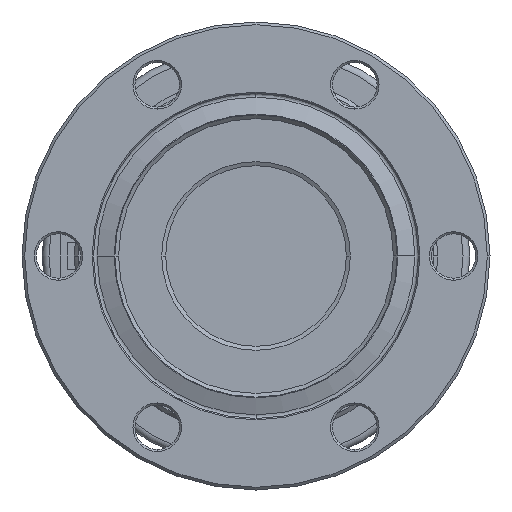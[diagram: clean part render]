
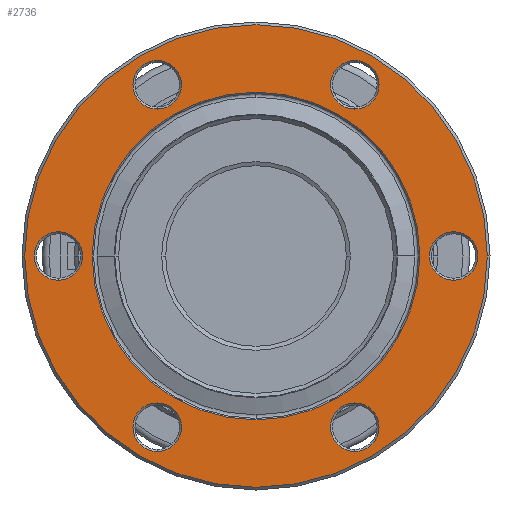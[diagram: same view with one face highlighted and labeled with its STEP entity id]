
A CAD part, left-side view. The second image highlights one B-rep face of the part: STEP entity #2736.
In plain terms, the highlighted planar face has unit normal (-1, 0, 0).
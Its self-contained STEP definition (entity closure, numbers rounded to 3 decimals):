
#1239=CARTESIAN_POINT('',(-5.996,-34.35,0.));
#1240=VERTEX_POINT('',#1239);
#1247=CARTESIAN_POINT('',(-5.996,34.35,0.));
#1248=VERTEX_POINT('',#1247);
#1249=CARTESIAN_POINT('',(-5.996,0.,0.0));
#1250=DIRECTION('',(1.0,0.0,0.0));
#1251=DIRECTION('',(0.0,-1.0,0.0));
#1252=AXIS2_PLACEMENT_3D('',#1249,#1250,#1251);
#1253=CIRCLE('',#1252,34.35);
#1254=EDGE_CURVE('',#1240,#1248,#1253,.T.);
#1561=CARTESIAN_POINT('',(-5.996,14.675,-21.818));
#1562=VERTEX_POINT('',#1561);
#1576=CARTESIAN_POINT('',(-5.996,14.675,-29.018));
#1577=VERTEX_POINT('',#1576);
#1584=CARTESIAN_POINT('',(-5.996,14.675,-25.418));
#1585=DIRECTION('',(-1.0,0.0,0.0));
#1586=DIRECTION('',(0.0,0.0,1.0));
#1587=AXIS2_PLACEMENT_3D('',#1584,#1585,#1586);
#1588=CIRCLE('',#1587,3.6);
#1589=EDGE_CURVE('',#1577,#1562,#1588,.T.);
#1631=CARTESIAN_POINT('',(-5.996,-14.675,-21.818));
#1632=VERTEX_POINT('',#1631);
#1646=CARTESIAN_POINT('',(-5.996,-14.675,-29.018));
#1647=VERTEX_POINT('',#1646);
#1654=CARTESIAN_POINT('',(-5.996,-14.675,-25.418));
#1655=DIRECTION('',(-1.0,0.0,0.0));
#1656=DIRECTION('',(0.0,0.0,1.0));
#1657=AXIS2_PLACEMENT_3D('',#1654,#1655,#1656);
#1658=CIRCLE('',#1657,3.6);
#1659=EDGE_CURVE('',#1647,#1632,#1658,.T.);
#1701=CARTESIAN_POINT('',(-5.996,-29.35,3.6));
#1702=VERTEX_POINT('',#1701);
#1716=CARTESIAN_POINT('',(-5.996,-29.35,-3.6));
#1717=VERTEX_POINT('',#1716);
#1724=CARTESIAN_POINT('',(-5.996,-29.35,0.));
#1725=DIRECTION('',(-1.0,0.0,0.0));
#1726=DIRECTION('',(0.0,0.0,1.0));
#1727=AXIS2_PLACEMENT_3D('',#1724,#1725,#1726);
#1728=CIRCLE('',#1727,3.6);
#1729=EDGE_CURVE('',#1717,#1702,#1728,.T.);
#1771=CARTESIAN_POINT('',(-5.996,-14.675,29.018));
#1772=VERTEX_POINT('',#1771);
#1786=CARTESIAN_POINT('',(-5.996,-14.675,21.818));
#1787=VERTEX_POINT('',#1786);
#1794=CARTESIAN_POINT('',(-5.996,-14.675,25.418));
#1795=DIRECTION('',(-1.0,0.0,0.0));
#1796=DIRECTION('',(0.0,0.0,1.0));
#1797=AXIS2_PLACEMENT_3D('',#1794,#1795,#1796);
#1798=CIRCLE('',#1797,3.6);
#1799=EDGE_CURVE('',#1787,#1772,#1798,.T.);
#1841=CARTESIAN_POINT('',(-5.996,14.675,29.018));
#1842=VERTEX_POINT('',#1841);
#1856=CARTESIAN_POINT('',(-5.996,14.675,21.818));
#1857=VERTEX_POINT('',#1856);
#1864=CARTESIAN_POINT('',(-5.996,14.675,25.418));
#1865=DIRECTION('',(-1.0,0.0,0.0));
#1866=DIRECTION('',(0.0,0.0,1.0));
#1867=AXIS2_PLACEMENT_3D('',#1864,#1865,#1866);
#1868=CIRCLE('',#1867,3.6);
#1869=EDGE_CURVE('',#1857,#1842,#1868,.T.);
#1911=CARTESIAN_POINT('',(-5.996,29.35,3.6));
#1912=VERTEX_POINT('',#1911);
#1926=CARTESIAN_POINT('',(-5.996,29.35,-3.6));
#1927=VERTEX_POINT('',#1926);
#1934=CARTESIAN_POINT('',(-5.996,29.35,0.0));
#1935=DIRECTION('',(-1.0,0.0,0.0));
#1936=DIRECTION('',(0.0,0.0,1.0));
#1937=AXIS2_PLACEMENT_3D('',#1934,#1935,#1936);
#1938=CIRCLE('',#1937,3.6);
#1939=EDGE_CURVE('',#1927,#1912,#1938,.T.);
#1990=CARTESIAN_POINT('',(-5.996,-24.325,0.));
#1991=VERTEX_POINT('',#1990);
#1999=CARTESIAN_POINT('',(-5.996,24.325,0.));
#2000=VERTEX_POINT('',#1999);
#2007=CARTESIAN_POINT('',(-5.996,0.,0.0));
#2008=DIRECTION('',(-1.0,0.0,0.0));
#2009=DIRECTION('',(0.0,-1.0,0.0));
#2010=AXIS2_PLACEMENT_3D('',#2007,#2008,#2009);
#2011=CIRCLE('',#2010,24.325);
#2012=EDGE_CURVE('',#2000,#1991,#2011,.T.);
#2639=CARTESIAN_POINT('',(-5.996,0.,0.0));
#2640=DIRECTION('',(-1.0,0.0,0.0));
#2641=DIRECTION('',(0.0,-1.0,0.0));
#2642=AXIS2_PLACEMENT_3D('',#2639,#2640,#2641);
#2643=CIRCLE('',#2642,24.325);
#2644=EDGE_CURVE('',#1991,#2000,#2643,.T.);
#2657=CARTESIAN_POINT('',(-5.996,29.438,0.0));
#2658=DIRECTION('',(-1.0,0.0,0.0));
#2659=DIRECTION('',(0.0,0.0,1.0));
#2660=AXIS2_PLACEMENT_3D('',#2657,#2658,#2659);
#2661=PLANE('',#2660);
#2662=CARTESIAN_POINT('',(-5.996,0.,0.0));
#2663=DIRECTION('',(1.0,0.0,0.0));
#2664=DIRECTION('',(0.0,-1.0,0.0));
#2665=AXIS2_PLACEMENT_3D('',#2662,#2663,#2664);
#2666=CIRCLE('',#2665,34.35);
#2667=EDGE_CURVE('',#1248,#1240,#2666,.T.);
#2668=ORIENTED_EDGE('',*,*,#2667,.F.);
#2669=ORIENTED_EDGE('',*,*,#1254,.F.);
#2670=EDGE_LOOP('',(#2668,#2669));
#2671=FACE_OUTER_BOUND('',#2670,.T.);
#2672=ORIENTED_EDGE('',*,*,#1939,.F.);
#2673=CARTESIAN_POINT('',(-5.996,29.35,0.0));
#2674=DIRECTION('',(-1.0,0.0,0.0));
#2675=DIRECTION('',(0.0,0.0,1.0));
#2676=AXIS2_PLACEMENT_3D('',#2673,#2674,#2675);
#2677=CIRCLE('',#2676,3.6);
#2678=EDGE_CURVE('',#1912,#1927,#2677,.T.);
#2679=ORIENTED_EDGE('',*,*,#2678,.F.);
#2680=EDGE_LOOP('',(#2672,#2679));
#2681=FACE_BOUND('',#2680,.T.);
#2682=ORIENTED_EDGE('',*,*,#1799,.F.);
#2683=CARTESIAN_POINT('',(-5.996,-14.675,25.418));
#2684=DIRECTION('',(-1.0,0.0,0.0));
#2685=DIRECTION('',(0.0,0.0,1.0));
#2686=AXIS2_PLACEMENT_3D('',#2683,#2684,#2685);
#2687=CIRCLE('',#2686,3.6);
#2688=EDGE_CURVE('',#1772,#1787,#2687,.T.);
#2689=ORIENTED_EDGE('',*,*,#2688,.F.);
#2690=EDGE_LOOP('',(#2682,#2689));
#2691=FACE_BOUND('',#2690,.T.);
#2692=ORIENTED_EDGE('',*,*,#1659,.F.);
#2693=CARTESIAN_POINT('',(-5.996,-14.675,-25.418));
#2694=DIRECTION('',(-1.0,0.0,0.0));
#2695=DIRECTION('',(0.0,0.0,1.0));
#2696=AXIS2_PLACEMENT_3D('',#2693,#2694,#2695);
#2697=CIRCLE('',#2696,3.6);
#2698=EDGE_CURVE('',#1632,#1647,#2697,.T.);
#2699=ORIENTED_EDGE('',*,*,#2698,.F.);
#2700=EDGE_LOOP('',(#2692,#2699));
#2701=FACE_BOUND('',#2700,.T.);
#2702=ORIENTED_EDGE('',*,*,#1589,.F.);
#2703=CARTESIAN_POINT('',(-5.996,14.675,-25.418));
#2704=DIRECTION('',(-1.0,0.0,0.0));
#2705=DIRECTION('',(0.0,0.0,1.0));
#2706=AXIS2_PLACEMENT_3D('',#2703,#2704,#2705);
#2707=CIRCLE('',#2706,3.6);
#2708=EDGE_CURVE('',#1562,#1577,#2707,.T.);
#2709=ORIENTED_EDGE('',*,*,#2708,.F.);
#2710=EDGE_LOOP('',(#2702,#2709));
#2711=FACE_BOUND('',#2710,.T.);
#2712=ORIENTED_EDGE('',*,*,#1729,.F.);
#2713=CARTESIAN_POINT('',(-5.996,-29.35,0.));
#2714=DIRECTION('',(-1.0,0.0,0.0));
#2715=DIRECTION('',(0.0,0.0,1.0));
#2716=AXIS2_PLACEMENT_3D('',#2713,#2714,#2715);
#2717=CIRCLE('',#2716,3.6);
#2718=EDGE_CURVE('',#1702,#1717,#2717,.T.);
#2719=ORIENTED_EDGE('',*,*,#2718,.F.);
#2720=EDGE_LOOP('',(#2712,#2719));
#2721=FACE_BOUND('',#2720,.T.);
#2722=ORIENTED_EDGE('',*,*,#1869,.F.);
#2723=CARTESIAN_POINT('',(-5.996,14.675,25.418));
#2724=DIRECTION('',(-1.0,0.0,0.0));
#2725=DIRECTION('',(0.0,0.0,1.0));
#2726=AXIS2_PLACEMENT_3D('',#2723,#2724,#2725);
#2727=CIRCLE('',#2726,3.6);
#2728=EDGE_CURVE('',#1842,#1857,#2727,.T.);
#2729=ORIENTED_EDGE('',*,*,#2728,.F.);
#2730=EDGE_LOOP('',(#2722,#2729));
#2731=FACE_BOUND('',#2730,.T.);
#2732=ORIENTED_EDGE('',*,*,#2012,.F.);
#2733=ORIENTED_EDGE('',*,*,#2644,.F.);
#2734=EDGE_LOOP('',(#2732,#2733));
#2735=FACE_BOUND('',#2734,.T.);
#2736=ADVANCED_FACE('',(#2671,#2681,#2691,#2701,#2711,#2721,#2731,#2735),#2661,.T.);
